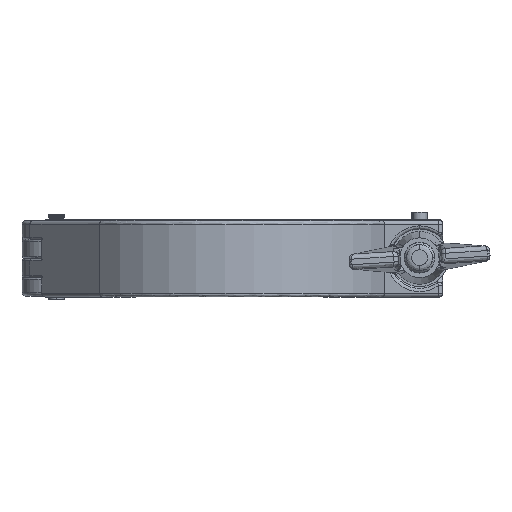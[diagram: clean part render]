
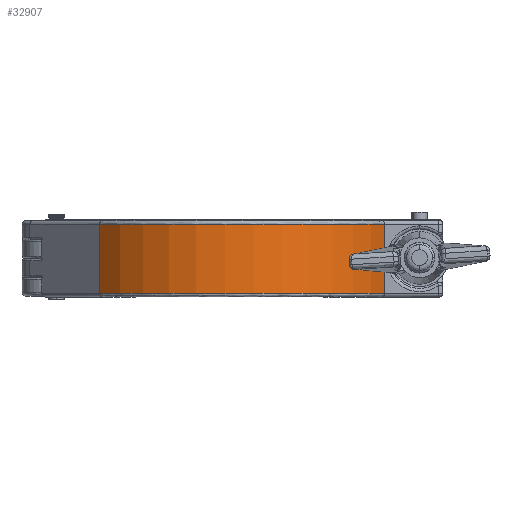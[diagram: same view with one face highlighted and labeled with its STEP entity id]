
A CAD part, top view. The second image highlights one B-rep face of the part: STEP entity #32907.
In plain terms, the highlighted cylindrical face has radius 34.925 mm (diameter 69.85 mm), a partial arc.
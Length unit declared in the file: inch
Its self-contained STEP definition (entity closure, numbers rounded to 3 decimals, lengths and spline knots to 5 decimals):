
#1356 = ORIENTED_EDGE ( 'NONE', *, *, #21239, .T. ) ;
#2064 = LINE ( 'NONE', #11027, #23282 ) ;
#2297 = LINE ( 'NONE', #15871, #35157 ) ;
#2469 = AXIS2_PLACEMENT_3D ( 'NONE', #18919, #33088, #15822 ) ;
#2843 = ORIENTED_EDGE ( 'NONE', *, *, #33458, .T. ) ;
#3476 = DIRECTION ( 'NONE',  ( 0., 1., 0. ) ) ;
#4594 = EDGE_CURVE ( 'NONE', #21844, #32626, #7648, .T. ) ;
#5476 = CIRCLE ( 'NONE', #26558, 1.375 ) ;
#6022 = VECTOR ( 'NONE', #3476, 39.37008 ) ;
#7648 = B_SPLINE_CURVE_WITH_KNOTS ( 'NONE', 3,
 ( #12838, #19619, #24596, #25143, #16887, #8091, #33414, #13374, #18887, #13931, #19440, #8458, #11193, #22034 ),
 .UNSPECIFIED., .F., .F.,
 ( 4, 2, 2, 2, 2, 2, 4 ),
 ( 0., 0.00067, 0.00101, 0.00134, 0.00168, 0.00201, 0.00268 ),
 .UNSPECIFIED. ) ;
#7670 = CARTESIAN_POINT ( 'NONE',  ( 0.449, 0.275, -0.00164 ) ) ;
#8091 = CARTESIAN_POINT ( 'NONE',  ( 1.71604, -0.01587, 0.53243 ) ) ;
#8458 = CARTESIAN_POINT ( 'NONE',  ( 1.71402, 0.02705, 0.53719 ) ) ;
#9382 = VERTEX_POINT ( 'NONE', #22110 ) ;
#10525 = ORIENTED_EDGE ( 'NONE', *, *, #28290, .F. ) ;
#11027 = CARTESIAN_POINT ( 'NONE',  ( 1.71361, 0.305, 0.53816 ) ) ;
#11193 = CARTESIAN_POINT ( 'NONE',  ( 1.71361, 0.03566, 0.53816 ) ) ;
#11198 = DIRECTION ( 'NONE',  ( 0., 1., 0. ) ) ;
#11897 = CARTESIAN_POINT ( 'NONE',  ( 1.71361, 0.305, 0.53816 ) ) ;
#12838 = CARTESIAN_POINT ( 'NONE',  ( 1.71361, -0.05941, 0.53816 ) ) ;
#12905 = VERTEX_POINT ( 'NONE', #35832 ) ;
#13307 = EDGE_CURVE ( 'NONE', #12905, #9382, #5476, .T. ) ;
#13374 = CARTESIAN_POINT ( 'NONE',  ( 1.71636, -0.00279, 0.53168 ) ) ;
#13842 = EDGE_LOOP ( 'NONE', ( #20495, #1356, #31964, #2843, #17819, #10525 ) ) ;
#13931 = CARTESIAN_POINT ( 'NONE',  ( 1.7153, 0.00998, 0.53419 ) ) ;
#15822 = DIRECTION ( 'NONE',  ( 0., 0., -1. ) ) ;
#15871 = CARTESIAN_POINT ( 'NONE',  ( -0.61289, 0.305, 0.87186 ) ) ;
#16369 = CYLINDRICAL_SURFACE ( 'NONE', #2469, 1.375 ) ;
#16887 = CARTESIAN_POINT ( 'NONE',  ( 1.71534, -0.02451, 0.53409 ) ) ;
#16931 = CARTESIAN_POINT ( 'NONE',  ( 1.71361, -0.05941, 0.53816 ) ) ;
#17595 = CARTESIAN_POINT ( 'NONE',  ( -0.61289, -0.29, 0.87186 ) ) ;
#17819 = ORIENTED_EDGE ( 'NONE', *, *, #13307, .F. ) ;
#18550 = AXIS2_PLACEMENT_3D ( 'NONE', #34140, #11198, #25149 ) ;
#18788 = DIRECTION ( 'NONE',  ( 0., 1., 0. ) ) ;
#18887 = CARTESIAN_POINT ( 'NONE',  ( 1.716, 0.00147, 0.53254 ) ) ;
#18919 = CARTESIAN_POINT ( 'NONE',  ( 0.449, 0.305, -0.00164 ) ) ;
#19440 = CARTESIAN_POINT ( 'NONE',  ( 1.71494, 0.01423, 0.53504 ) ) ;
#19619 = CARTESIAN_POINT ( 'NONE',  ( 1.71361, -0.05056, 0.53816 ) ) ;
#19923 = EDGE_CURVE ( 'NONE', #31489, #30040, #31459, .T. ) ;
#20495 = ORIENTED_EDGE ( 'NONE', *, *, #19923, .T. ) ;
#21239 = EDGE_CURVE ( 'NONE', #30040, #21844, #2064, .T. ) ;
#21844 = VERTEX_POINT ( 'NONE', #16931 ) ;
#22034 = CARTESIAN_POINT ( 'NONE',  ( 1.71361, 0.04441, 0.53816 ) ) ;
#22110 = CARTESIAN_POINT ( 'NONE',  ( 1.71361, 0.275, 0.53816 ) ) ;
#22423 = DIRECTION ( 'NONE',  ( 0., 1., 0. ) ) ;
#22432 = CARTESIAN_POINT ( 'NONE',  ( 1.71361, -0.29, 0.53816 ) ) ;
#23065 = DIRECTION ( 'NONE',  ( 0., 1., 0. ) ) ;
#23282 = VECTOR ( 'NONE', #22423, 39.37008 ) ;
#24596 = CARTESIAN_POINT ( 'NONE',  ( 1.71403, -0.04183, 0.53717 ) ) ;
#25143 = CARTESIAN_POINT ( 'NONE',  ( 1.71497, -0.02882, 0.53496 ) ) ;
#25149 = DIRECTION ( 'NONE',  ( 0., 0., -1. ) ) ;
#25808 = DIRECTION ( 'NONE',  ( 1., 0., 0. ) ) ;
#25850 = LINE ( 'NONE', #11897, #6022 ) ;
#26558 = AXIS2_PLACEMENT_3D ( 'NONE', #7670, #23065, #25808 ) ;
#28290 = EDGE_CURVE ( 'NONE', #31489, #12905, #2297, .T. ) ;
#30040 = VERTEX_POINT ( 'NONE', #22432 ) ;
#31459 = CIRCLE ( 'NONE', #18550, 1.375 ) ;
#31489 = VERTEX_POINT ( 'NONE', #17595 ) ;
#31964 = ORIENTED_EDGE ( 'NONE', *, *, #4594, .T. ) ;
#32227 = CARTESIAN_POINT ( 'NONE',  ( 1.71361, 0.04441, 0.53816 ) ) ;
#32626 = VERTEX_POINT ( 'NONE', #32227 ) ;
#32907 = ADVANCED_FACE ( 'NONE', ( #35641 ), #16369, .T. ) ;
#33088 = DIRECTION ( 'NONE',  ( 0., -1., 0. ) ) ;
#33414 = CARTESIAN_POINT ( 'NONE',  ( 1.71639, -0.01146, 0.53159 ) ) ;
#33458 = EDGE_CURVE ( 'NONE', #32626, #9382, #25850, .T. ) ;
#34140 = CARTESIAN_POINT ( 'NONE',  ( 0.449, -0.29, -0.00164 ) ) ;
#35157 = VECTOR ( 'NONE', #18788, 39.37008 ) ;
#35641 = FACE_OUTER_BOUND ( 'NONE', #13842, .T. ) ;
#35832 = CARTESIAN_POINT ( 'NONE',  ( -0.61289, 0.275, 0.87186 ) ) ;
